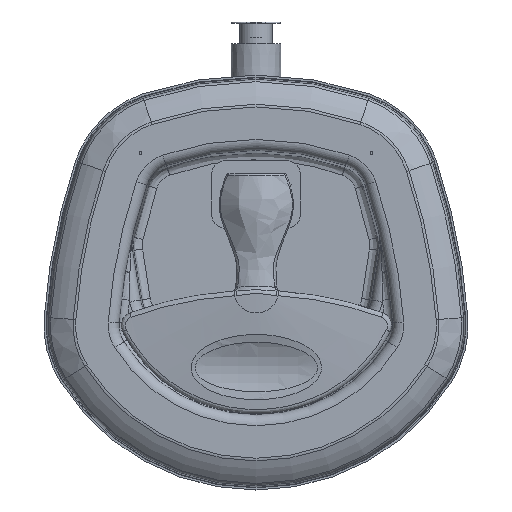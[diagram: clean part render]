
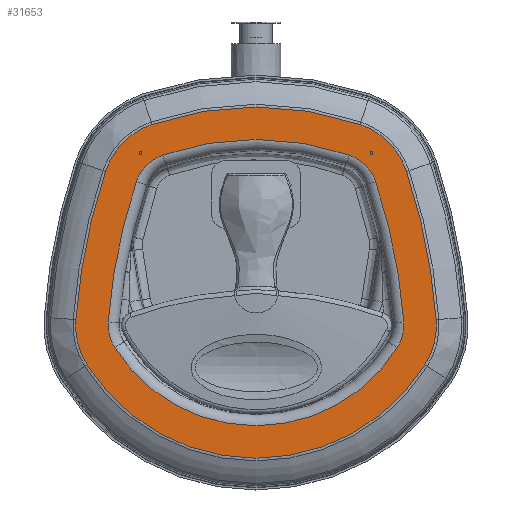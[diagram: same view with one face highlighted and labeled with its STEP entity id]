
A CAD part, top view. The second image highlights one B-rep face of the part: STEP entity #31653.
In plain terms, the highlighted planar face has unit normal (0, 0, 1).
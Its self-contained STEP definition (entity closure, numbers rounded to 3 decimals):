
#1540=FACE_BOUND('',#6657,.T.);
#2767=CIRCLE('',#33980,2.764);
#2769=CIRCLE('',#33983,1.037);
#2771=CIRCLE('',#33986,8.449);
#2773=CIRCLE('',#33989,1.037);
#2775=CIRCLE('',#33992,4.412);
#2777=CIRCLE('',#33995,1.037);
#2779=CIRCLE('',#33998,8.449);
#2781=CIRCLE('',#34001,1.037);
#2784=CIRCLE('',#34006,7.999);
#2785=CIRCLE('',#34007,0.587);
#2786=CIRCLE('',#34008,2.314);
#2787=CIRCLE('',#34009,0.587);
#2788=CIRCLE('',#34010,7.999);
#2789=CIRCLE('',#34011,0.587);
#2790=CIRCLE('',#34012,3.962);
#2791=CIRCLE('',#34013,0.587);
#4719=FACE_OUTER_BOUND('',#6656,.T.);
#6656=EDGE_LOOP('',(#22123,#22124,#22125,#22126,#22127,#22128,#22129,#22130));
#6657=EDGE_LOOP('',(#22131,#22132,#22133,#22134,#22135,#22136,#22137,#22138));
#12711=VERTEX_POINT('',#51559);
#12713=VERTEX_POINT('',#51563);
#12714=VERTEX_POINT('',#51567);
#12715=VERTEX_POINT('',#51571);
#12716=VERTEX_POINT('',#51575);
#12717=VERTEX_POINT('',#51579);
#12718=VERTEX_POINT('',#51583);
#12720=VERTEX_POINT('',#51588);
#12721=VERTEX_POINT('',#51598);
#12722=VERTEX_POINT('',#51599);
#12723=VERTEX_POINT('',#51601);
#12724=VERTEX_POINT('',#51603);
#12725=VERTEX_POINT('',#51605);
#12726=VERTEX_POINT('',#51607);
#12727=VERTEX_POINT('',#51609);
#12728=VERTEX_POINT('',#51611);
#16128=EDGE_CURVE('',#12713,#12711,#2767,.T.);
#16130=EDGE_CURVE('',#12714,#12713,#2769,.T.);
#16132=EDGE_CURVE('',#12715,#12714,#2771,.T.);
#16134=EDGE_CURVE('',#12716,#12715,#2773,.T.);
#16136=EDGE_CURVE('',#12717,#12716,#2775,.T.);
#16138=EDGE_CURVE('',#12718,#12717,#2777,.T.);
#16140=EDGE_CURVE('',#12720,#12718,#2779,.T.);
#16142=EDGE_CURVE('',#12711,#12720,#2781,.T.);
#16145=EDGE_CURVE('',#12721,#12722,#2784,.T.);
#16146=EDGE_CURVE('',#12723,#12721,#2785,.T.);
#16147=EDGE_CURVE('',#12724,#12723,#2786,.T.);
#16148=EDGE_CURVE('',#12725,#12724,#2787,.T.);
#16149=EDGE_CURVE('',#12726,#12725,#2788,.T.);
#16150=EDGE_CURVE('',#12727,#12726,#2789,.T.);
#16151=EDGE_CURVE('',#12728,#12727,#2790,.T.);
#16152=EDGE_CURVE('',#12722,#12728,#2791,.T.);
#22123=ORIENTED_EDGE('',*,*,#16128,.F.);
#22124=ORIENTED_EDGE('',*,*,#16130,.F.);
#22125=ORIENTED_EDGE('',*,*,#16132,.F.);
#22126=ORIENTED_EDGE('',*,*,#16134,.F.);
#22127=ORIENTED_EDGE('',*,*,#16136,.F.);
#22128=ORIENTED_EDGE('',*,*,#16138,.F.);
#22129=ORIENTED_EDGE('',*,*,#16140,.F.);
#22130=ORIENTED_EDGE('',*,*,#16142,.F.);
#22131=ORIENTED_EDGE('',*,*,#16145,.F.);
#22132=ORIENTED_EDGE('',*,*,#16146,.F.);
#22133=ORIENTED_EDGE('',*,*,#16147,.F.);
#22134=ORIENTED_EDGE('',*,*,#16148,.F.);
#22135=ORIENTED_EDGE('',*,*,#16149,.F.);
#22136=ORIENTED_EDGE('',*,*,#16150,.F.);
#22137=ORIENTED_EDGE('',*,*,#16151,.F.);
#22138=ORIENTED_EDGE('',*,*,#16152,.F.);
#28844=PLANE('',#34005);
#31653=ADVANCED_FACE('',(#4719,#1540),#28844,.T.);
#33980=AXIS2_PLACEMENT_3D('',#51565,#39153,#39154);
#33983=AXIS2_PLACEMENT_3D('',#51569,#39159,#39160);
#33986=AXIS2_PLACEMENT_3D('',#51573,#39165,#39166);
#33989=AXIS2_PLACEMENT_3D('',#51577,#39171,#39172);
#33992=AXIS2_PLACEMENT_3D('',#51581,#39177,#39178);
#33995=AXIS2_PLACEMENT_3D('',#51585,#39183,#39184);
#33998=AXIS2_PLACEMENT_3D('',#51590,#39189,#39190);
#34001=AXIS2_PLACEMENT_3D('',#51593,#39195,#39196);
#34005=AXIS2_PLACEMENT_3D('',#51597,#39203,#39204);
#34006=AXIS2_PLACEMENT_3D('',#51600,#39205,#39206);
#34007=AXIS2_PLACEMENT_3D('',#51602,#39207,#39208);
#34008=AXIS2_PLACEMENT_3D('',#51604,#39209,#39210);
#34009=AXIS2_PLACEMENT_3D('',#51606,#39211,#39212);
#34010=AXIS2_PLACEMENT_3D('',#51608,#39213,#39214);
#34011=AXIS2_PLACEMENT_3D('',#51610,#39215,#39216);
#34012=AXIS2_PLACEMENT_3D('',#51612,#39217,#39218);
#34013=AXIS2_PLACEMENT_3D('',#51613,#39219,#39220);
#39153=DIRECTION('center_axis',(0.,0.,
-1.));
#39154=DIRECTION('ref_axis',(0.,-1.,0.));
#39159=DIRECTION('center_axis',(0.,0.,
-1.));
#39160=DIRECTION('ref_axis',(0.97,-0.242,0.));
#39165=DIRECTION('center_axis',(0.,0.,
-1.));
#39166=DIRECTION('ref_axis',(0.98,0.197,0.));
#39171=DIRECTION('center_axis',(0.,0.,
-1.));
#39172=DIRECTION('ref_axis',(0.711,0.703,0.));
#39177=DIRECTION('center_axis',(0.,0.,
-1.));
#39178=DIRECTION('ref_axis',(0.,1.,0.));
#39183=DIRECTION('center_axis',(0.,0.,
-1.));
#39184=DIRECTION('ref_axis',(-0.711,0.703,0.));
#39189=DIRECTION('center_axis',(0.,0.,
-1.));
#39190=DIRECTION('ref_axis',(-0.98,0.197,0.));
#39195=DIRECTION('center_axis',(0.,0.,
-1.));
#39196=DIRECTION('ref_axis',(-0.97,-0.242,0.));
#39203=DIRECTION('center_axis',(0.,0.,
1.));
#39204=DIRECTION('ref_axis',(1.,0.,0.));
#39205=DIRECTION('center_axis',(0.,0.,
1.));
#39206=DIRECTION('ref_axis',(0.98,0.197,0.));
#39207=DIRECTION('center_axis',(0.,0.,
1.));
#39208=DIRECTION('ref_axis',(0.97,-0.242,0.));
#39209=DIRECTION('center_axis',(0.,0.,
1.));
#39210=DIRECTION('ref_axis',(0.,-1.,0.));
#39211=DIRECTION('center_axis',(0.,0.,
1.));
#39212=DIRECTION('ref_axis',(-0.97,-0.242,0.));
#39213=DIRECTION('center_axis',(0.,0.,
1.));
#39214=DIRECTION('ref_axis',(-0.98,0.197,0.));
#39215=DIRECTION('center_axis',(0.,0.,
1.));
#39216=DIRECTION('ref_axis',(-0.711,0.703,0.));
#39217=DIRECTION('center_axis',(0.,0.,
1.));
#39218=DIRECTION('ref_axis',(0.,1.,0.));
#39219=DIRECTION('center_axis',(0.,0.,
1.));
#39220=DIRECTION('ref_axis',(0.711,0.703,0.));
#51559=CARTESIAN_POINT('',(-2.34,-2.232,1.5));
#51563=CARTESIAN_POINT('',(2.34,-2.232,1.5));
#51565=CARTESIAN_POINT('Origin',(0.,-0.76,
1.5));
#51567=CARTESIAN_POINT('',(2.496,-1.604,1.5));
#51569=CARTESIAN_POINT('Origin',(1.462,-1.68,1.5));
#51571=CARTESIAN_POINT('',(2.085,0.45,1.5));
#51573=CARTESIAN_POINT('Origin',(-5.93,-2.225,1.5));
#51575=CARTESIAN_POINT('',(1.439,1.102,1.5));
#51577=CARTESIAN_POINT('Origin',(1.101,0.121,1.5));
#51579=CARTESIAN_POINT('',(-1.439,1.102,1.5));
#51581=CARTESIAN_POINT('Origin',(0.,-3.069,
1.5));
#51583=CARTESIAN_POINT('',(-2.085,0.45,1.5));
#51585=CARTESIAN_POINT('Origin',(-1.101,0.121,1.5));
#51588=CARTESIAN_POINT('',(-2.496,-1.604,1.5));
#51590=CARTESIAN_POINT('Origin',(5.93,-2.225,1.5));
#51593=CARTESIAN_POINT('Origin',(-1.462,-1.68,1.5));
#51597=CARTESIAN_POINT('Origin',(0.,-1.026,
1.5));
#51598=CARTESIAN_POINT('',(2.047,-1.637,1.5));
#51599=CARTESIAN_POINT('',(1.657,0.307,1.5));
#51600=CARTESIAN_POINT('Origin',(-5.93,-2.225,1.5));
#51601=CARTESIAN_POINT('',(1.958,-1.992,1.5));
#51602=CARTESIAN_POINT('Origin',(1.462,-1.68,1.5));
#51603=CARTESIAN_POINT('',(-1.958,-1.992,1.5));
#51604=CARTESIAN_POINT('Origin',(0.,-0.76,
1.5));
#51605=CARTESIAN_POINT('',(-2.047,-1.637,1.5));
#51606=CARTESIAN_POINT('Origin',(-1.462,-1.68,1.5));
#51607=CARTESIAN_POINT('',(-1.657,0.307,1.5));
#51608=CARTESIAN_POINT('Origin',(5.93,-2.225,1.5));
#51609=CARTESIAN_POINT('',(-1.292,0.676,1.5));
#51610=CARTESIAN_POINT('Origin',(-1.101,0.121,1.5));
#51611=CARTESIAN_POINT('',(1.292,0.676,1.5));
#51612=CARTESIAN_POINT('Origin',(0.,-3.069,
1.5));
#51613=CARTESIAN_POINT('Origin',(1.101,0.121,1.5));
